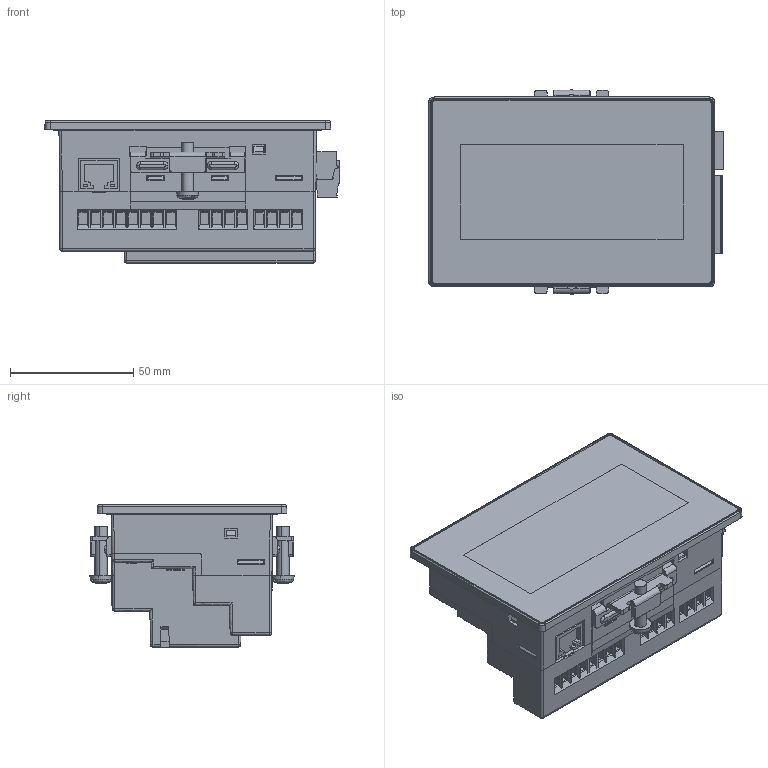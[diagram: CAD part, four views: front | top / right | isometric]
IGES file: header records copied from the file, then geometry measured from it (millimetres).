
Start section: SolidWorks IGES file using analytic representation for surfaces
Global section: file name: FT1A-[M][C]12RA-$.IGS; native system: SolidWorks 2019; preprocessor: SolidWorks 2019; author: 1003605; date: 210304.142829; units: millimetre
Bounding box: 119.5 x 82.88 x 57.7 mm (x, y, z)
Surface area: 50245.1 mm2 (no closed solid volume)
Topology: 0 solids, 0 shells, 1928 faces, 15456 edges, 15444 vertices
Faces by surface type: bspline 1419, revolution 509
